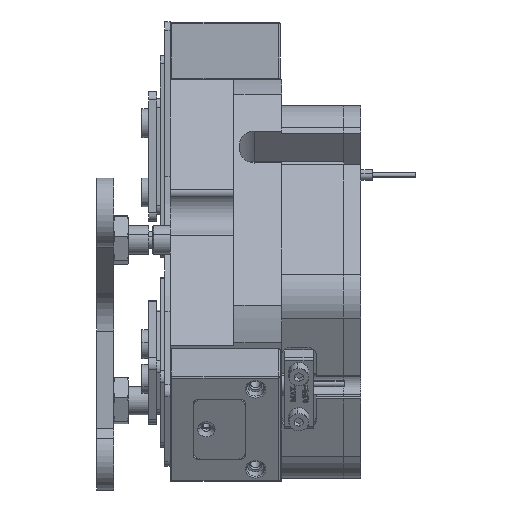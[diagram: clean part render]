
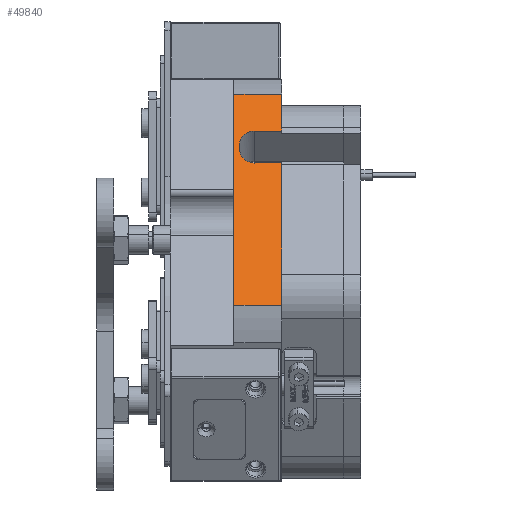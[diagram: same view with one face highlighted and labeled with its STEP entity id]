
A CAD part, left-side view. The second image highlights one B-rep face of the part: STEP entity #49840.
In plain terms, the highlighted planar face has unit normal (-0.866, 0, 0.5).
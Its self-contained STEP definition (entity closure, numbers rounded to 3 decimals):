
#604 = ORIENTED_EDGE ( 'NONE', *, *, #9773, .T. ) ;
#905 = VERTEX_POINT ( 'NONE', #54132 ) ;
#1315 = DIRECTION ( 'NONE',  ( 0.5, 0., 0.866 ) ) ;
#1533 = DIRECTION ( 'NONE',  ( 0., 1., 0. ) ) ;
#2024 = EDGE_CURVE ( 'NONE', #13589, #41919, #9988, .T. ) ;
#2779 = VECTOR ( 'NONE', #61625, 1000. ) ;
#3225 = DIRECTION ( 'NONE',  ( 0.5, 0., 0.866 ) ) ;
#3402 = CARTESIAN_POINT ( 'NONE',  ( -48.886, -388.642, 45.327 ) ) ;
#3653 = EDGE_CURVE ( 'NONE', #905, #60292, #20603, .T. ) ;
#4281 = VECTOR ( 'NONE', #44634, 1000. ) ;
#4676 = CARTESIAN_POINT ( 'NONE',  ( -47.797, 36., 47.213 ) ) ;
#6611 = ORIENTED_EDGE ( 'NONE', *, *, #3653, .T. ) ;
#6714 = VERTEX_POINT ( 'NONE', #29050 ) ;
#7941 = LINE ( 'NONE', #44276, #47514 ) ;
#8647 = DIRECTION ( 'NONE',  ( 0., -1., 0. ) ) ;
#9054 =( BOUNDED_CURVE ( )  B_SPLINE_CURVE ( 3, ( #51945, #25852, #4676, #9935 ),
 .UNSPECIFIED., .F., .F. ) 
 B_SPLINE_CURVE_WITH_KNOTS ( ( 4, 4 ),
 ( 3.142, 4.712 ),
 .UNSPECIFIED. ) 
 CURVE ( )  GEOMETRIC_REPRESENTATION_ITEM ( )  RATIONAL_B_SPLINE_CURVE ( ( 1., 0.805, 0.805, 1. ) ) 
 REPRESENTATION_ITEM ( '' )  );
#9773 = EDGE_CURVE ( 'NONE', #58782, #26563, #51508, .T. ) ;
#9802 = CARTESIAN_POINT ( 'NONE',  ( -46.257, 36., 49.88 ) ) ;
#9935 = CARTESIAN_POINT ( 'NONE',  ( -46.257, 36., 49.88 ) ) ;
#9988 = LINE ( 'NONE', #29150, #4281 ) ;
#11939 = VECTOR ( 'NONE', #53050, 1000. ) ;
#12760 = CARTESIAN_POINT ( 'NONE',  ( -45.206, 36., 51.701 ) ) ;
#13148 = ORIENTED_EDGE ( 'NONE', *, *, #47106, .T. ) ;
#13589 = VERTEX_POINT ( 'NONE', #59283 ) ;
#15638 = ORIENTED_EDGE ( 'NONE', *, *, #21725, .F. ) ;
#16113 = CARTESIAN_POINT ( 'NONE',  ( 0., 36., 130. ) ) ;
#19577 = LINE ( 'NONE', #45324, #50083 ) ;
#20603 = LINE ( 'NONE', #59142, #28009 ) ;
#21461 = VECTOR ( 'NONE', #8647, 1000. ) ;
#21725 = EDGE_CURVE ( 'NONE', #41919, #26563, #43835, .T. ) ;
#22083 = ORIENTED_EDGE ( 'NONE', *, *, #2024, .F. ) ;
#22679 = CARTESIAN_POINT ( 'NONE',  ( -45.206, 36., 51.701 ) ) ;
#22702 = CARTESIAN_POINT ( 'NONE',  ( 0., -388.642, 130. ) ) ;
#24316 = DIRECTION ( 'NONE',  ( -0.5, 0., -0.866 ) ) ;
#24807 = ORIENTED_EDGE ( 'NONE', *, *, #52731, .T. ) ;
#25852 = CARTESIAN_POINT ( 'NONE',  ( -48.886, 33.929, 45.327 ) ) ;
#25866 = VERTEX_POINT ( 'NONE', #9802 ) ;
#26340 = FACE_OUTER_BOUND ( 'NONE', #67387, .T. ) ;
#26563 = VERTEX_POINT ( 'NONE', #51690 ) ;
#27055 = CARTESIAN_POINT ( 'NONE',  ( -42.577, -388.642, 56.254 ) ) ;
#28009 = VECTOR ( 'NONE', #54042, 1000. ) ;
#28197 = CARTESIAN_POINT ( 'NONE',  ( -43.666, 36., 54.368 ) ) ;
#29050 = CARTESIAN_POINT ( 'NONE',  ( -48.886, 21.5, 45.327 ) ) ;
#29150 = CARTESIAN_POINT ( 'NONE',  ( 0., 21.5, 130. ) ) ;
#29514 = CARTESIAN_POINT ( 'NONE',  ( -48.886, 31., 45.327 ) ) ;
#30678 = ORIENTED_EDGE ( 'NONE', *, *, #64491, .F. ) ;
#33614 = ORIENTED_EDGE ( 'NONE', *, *, #65593, .F. ) ;
#34314 = VERTEX_POINT ( 'NONE', #49025 ) ;
#34465 = CARTESIAN_POINT ( 'NONE',  ( -42.577, 21.5, 56.254 ) ) ;
#36736 = VERTEX_POINT ( 'NONE', #29514 ) ;
#37189 = VECTOR ( 'NONE', #1533, 1000. ) ;
#38581 = CARTESIAN_POINT ( 'NONE',  ( -42.577, 31., 56.254 ) ) ;
#40150 = AXIS2_PLACEMENT_3D ( 'NONE', #22702, #48743, #1315 ) ;
#40617 = CARTESIAN_POINT ( 'NONE',  ( -35.189, 60., 69.05 ) ) ;
#41445 = EDGE_CURVE ( 'NONE', #36736, #6714, #48642, .T. ) ;
#41919 = VERTEX_POINT ( 'NONE', #34465 ) ;
#43782 = EDGE_CURVE ( 'NONE', #905, #34314, #7941, .T. ) ;
#43835 = LINE ( 'NONE', #27055, #37189 ) ;
#44276 = CARTESIAN_POINT ( 'NONE',  ( -56.292, 38., 32.5 ) ) ;
#44634 = DIRECTION ( 'NONE',  ( -0.5, 0., -0.866 ) ) ;
#45324 = CARTESIAN_POINT ( 'NONE',  ( 0., 21.5, 130. ) ) ;
#46234 = CARTESIAN_POINT ( 'NONE',  ( -77.394, 21.5, -4.05 ) ) ;
#46504 = LINE ( 'NONE', #40617, #2779 ) ;
#46678 = ORIENTED_EDGE ( 'NONE', *, *, #43782, .F. ) ;
#47106 = EDGE_CURVE ( 'NONE', #13589, #34314, #46504, .T. ) ;
#47514 = VECTOR ( 'NONE', #3225, 1000. ) ;
#48642 = LINE ( 'NONE', #3402, #21461 ) ;
#48743 = DIRECTION ( 'NONE',  ( -0.866, 0., 0.5 ) ) ;
#49025 = CARTESIAN_POINT ( 'NONE',  ( -35.189, 38., 69.05 ) ) ;
#49840 = ADVANCED_FACE ( 'NONE', ( #26340 ), #59173, .T. ) ;
#50083 = VECTOR ( 'NONE', #24316, 1000. ) ;
#51508 =( BOUNDED_CURVE ( )  B_SPLINE_CURVE ( 3, ( #22679, #28197, #59150, #38581 ),
 .UNSPECIFIED., .F., .F. ) 
 B_SPLINE_CURVE_WITH_KNOTS ( ( 4, 4 ),
 ( 1.571, 3.142 ),
 .UNSPECIFIED. ) 
 CURVE ( )  GEOMETRIC_REPRESENTATION_ITEM ( )  RATIONAL_B_SPLINE_CURVE ( ( 1., 0.805, 0.805, 1. ) ) 
 REPRESENTATION_ITEM ( '' )  );
#51690 = CARTESIAN_POINT ( 'NONE',  ( -42.577, 31., 56.254 ) ) ;
#51945 = CARTESIAN_POINT ( 'NONE',  ( -48.886, 31., 45.327 ) ) ;
#52731 = EDGE_CURVE ( 'NONE', #36736, #25866, #9054, .T. ) ;
#53050 = DIRECTION ( 'NONE',  ( -0.5, 0., -0.866 ) ) ;
#54042 = DIRECTION ( 'NONE',  ( 0., -1., 0. ) ) ;
#54132 = CARTESIAN_POINT ( 'NONE',  ( -77.394, 38., -4.05 ) ) ;
#55711 = LINE ( 'NONE', #16113, #11939 ) ;
#58782 = VERTEX_POINT ( 'NONE', #12760 ) ;
#59142 = CARTESIAN_POINT ( 'NONE',  ( -77.394, 60., -4.05 ) ) ;
#59150 = CARTESIAN_POINT ( 'NONE',  ( -42.577, 33.929, 56.254 ) ) ;
#59173 = PLANE ( 'NONE',  #40150 ) ;
#59283 = CARTESIAN_POINT ( 'NONE',  ( -35.189, 21.5, 69.05 ) ) ;
#60292 = VERTEX_POINT ( 'NONE', #46234 ) ;
#61625 = DIRECTION ( 'NONE',  ( 0., 1., 0. ) ) ;
#64204 = ORIENTED_EDGE ( 'NONE', *, *, #41445, .F. ) ;
#64491 = EDGE_CURVE ( 'NONE', #6714, #60292, #19577, .T. ) ;
#65593 = EDGE_CURVE ( 'NONE', #58782, #25866, #55711, .T. ) ;
#67387 = EDGE_LOOP ( 'NONE', ( #15638, #22083, #13148, #46678, #6611, #30678, #64204, #24807, #33614, #604 ) ) ;
